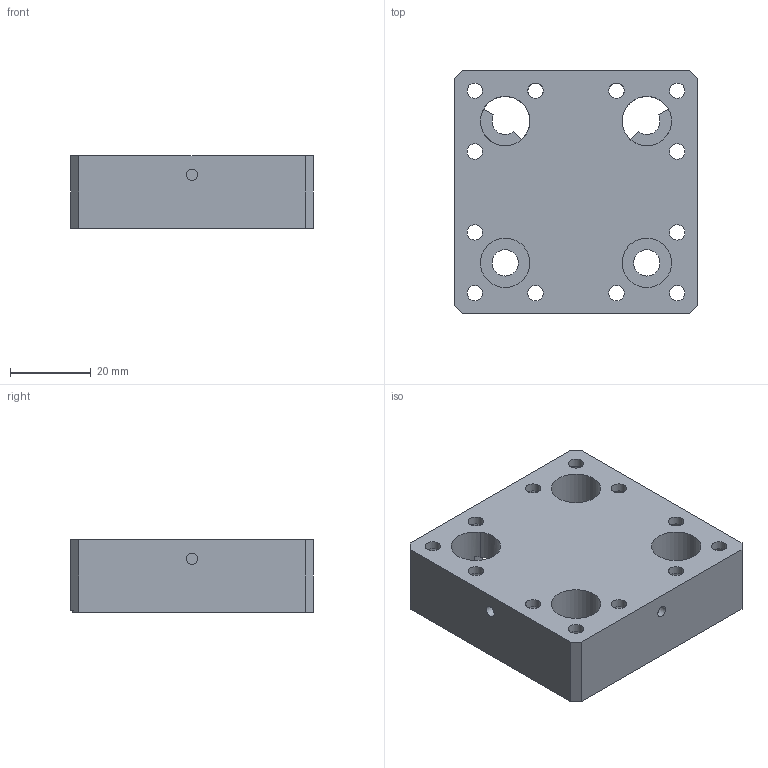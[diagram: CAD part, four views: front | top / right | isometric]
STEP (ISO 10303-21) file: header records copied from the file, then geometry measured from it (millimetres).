
FILE_DESCRIPTION(/* description */ (''),/* implementation_level */ '2;1');
FILE_NAME(/* name */ '40_XYStage_Heightadapter_Slide.ipt.step',/* time_stamp */ '2022-11-29T08:28:04+01:00',/* author */ ('UC2'),/* organization */ (''),/* preprocessor_version */ 'ST-DEVELOPER v18.1',/* originating_system */ 'Autodesk Inventor 2022',/* authorisation */ '');
FILE_SCHEMA (('AUTOMOTIVE_DESIGN { 1 0 10303 214 3 1 1 }'));
Length unit declared in the file: millimetre
Products named in the file (1): 40_XYStage_Heightadapter_Slide
Bounding box: 60 x 60 x 18 mm (x, y, z)
Volume: 24259.4 mm3; surface area: 23664.5 mm2
Topology: 1 solids, 1 shells, 127 faces, 380 edges, 252 vertices
Faces by surface type: plane 90, cylinder 37
Full cylindrical faces by diameter (mm): 2.8 x4, 3.8 x16, 6.5 x2, 12.2 x3, 16.4 x3
Entity records: 4434 total; most frequent: CARTESIAN_POINT 761, ORIENTED_EDGE 760, DIRECTION 740, EDGE_CURVE 380, LINE 276, VECTOR 276, VERTEX_POINT 252, AXIS2_PLACEMENT_3D 232
